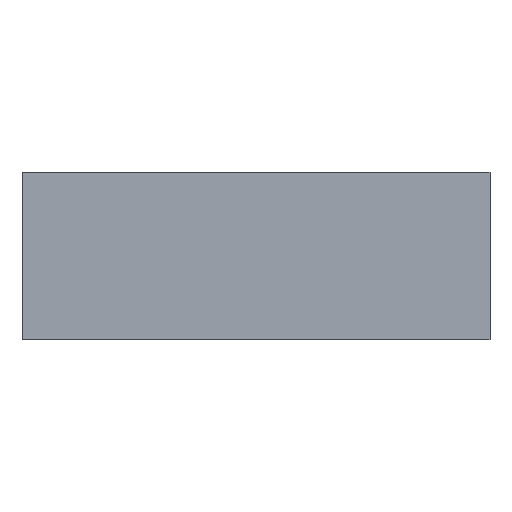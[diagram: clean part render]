
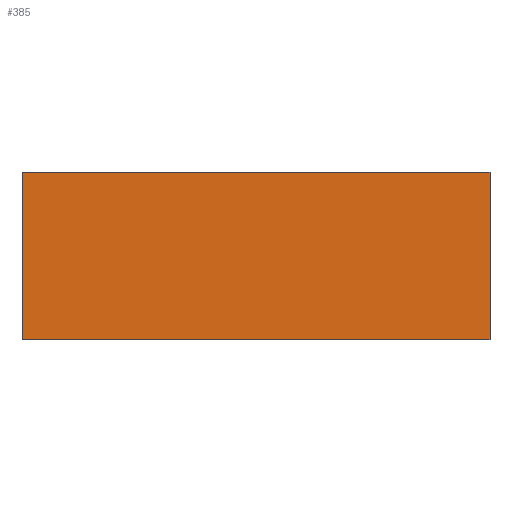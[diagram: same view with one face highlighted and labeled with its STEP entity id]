
A CAD part, front view. The second image highlights one B-rep face of the part: STEP entity #385.
In plain terms, the highlighted planar face has unit normal (0, -1, 0).
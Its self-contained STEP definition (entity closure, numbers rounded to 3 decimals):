
#46=FACE_OUTER_BOUND('',#69,.T.);
#69=EDGE_LOOP('',(#322,#323,#324,#325));
#112=LINE('',#619,#157);
#115=LINE('',#625,#160);
#116=LINE('',#627,#161);
#117=LINE('',#628,#162);
#157=VECTOR('',#514,10.);
#160=VECTOR('',#519,10.);
#161=VECTOR('',#520,10.);
#162=VECTOR('',#521,10.);
#195=VERTEX_POINT('',#616);
#196=VERTEX_POINT('',#618);
#198=VERTEX_POINT('',#624);
#199=VERTEX_POINT('',#626);
#242=EDGE_CURVE('',#195,#196,#112,.T.);
#245=EDGE_CURVE('',#198,#195,#115,.T.);
#246=EDGE_CURVE('',#199,#198,#116,.T.);
#247=EDGE_CURVE('',#196,#199,#117,.T.);
#322=ORIENTED_EDGE('',*,*,#245,.F.);
#323=ORIENTED_EDGE('',*,*,#246,.F.);
#324=ORIENTED_EDGE('',*,*,#247,.F.);
#325=ORIENTED_EDGE('',*,*,#242,.F.);
#366=PLANE('',#433);
#385=ADVANCED_FACE('',(#46),#366,.T.);
#433=AXIS2_PLACEMENT_3D('',#623,#517,#518);
#514=DIRECTION('',(-1.,0.,0.));
#517=DIRECTION('center_axis',(0.,-1.,0.));
#518=DIRECTION('ref_axis',(1.,0.,0.));
#519=DIRECTION('',(0.,0.,-1.));
#520=DIRECTION('',(1.,0.,0.));
#521=DIRECTION('',(0.,0.,1.));
#616=CARTESIAN_POINT('',(7.,-15.75,-2.5));
#618=CARTESIAN_POINT('',(-7.,-15.75,-2.5));
#619=CARTESIAN_POINT('',(-7.,-15.75,-2.5));
#623=CARTESIAN_POINT('Origin',(-7.,-15.75,0.));
#624=CARTESIAN_POINT('',(7.,-15.75,2.5));
#625=CARTESIAN_POINT('',(7.,-15.75,0.));
#626=CARTESIAN_POINT('',(-7.,-15.75,2.5));
#627=CARTESIAN_POINT('',(-7.,-15.75,2.5));
#628=CARTESIAN_POINT('',(-7.,-15.75,0.));
